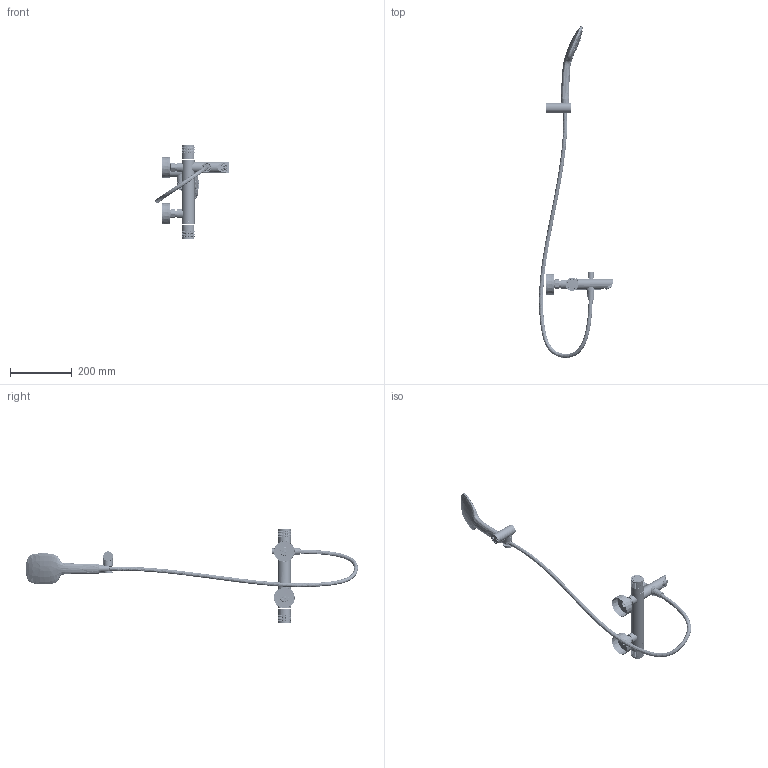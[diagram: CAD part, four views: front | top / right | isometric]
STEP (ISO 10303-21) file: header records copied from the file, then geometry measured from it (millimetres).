
FILE_DESCRIPTION (( 'STEP AP203' ), '1' );
FILE_NAME ('84CP13027.STEP', '2025-11-25T12:47:50', ( '' ), ( '' ), 'SwSTEP 2.0', 'SolidWorks 2021', '' );
FILE_SCHEMA (( 'CONFIG_CONTROL_DESIGN' ));
Length unit declared in the file: millimetre
Products named in the file (1): 84CP13027
Bounding box: 239.34 x 1073.63 x 302.71 mm (x, y, z)
Surface area: 359962.9 mm2 (no closed solid volume)
Topology: 0 solids, 42 shells, 9738 faces, 28229 edges, 18744 vertices
Faces by surface type: cylinder 3644, plane 3577, bspline 2120, cone 351, torus 45, sphere 1
Full cylindrical faces by diameter (mm): 0.081 x1, 1.7 x2, 2 x1, 2.3 x1, 2.5 x13, 2.7 x1, 2.974 x1, 3 x8, 3.074 x1, 3.1 x50, 3.6 x50, 3.674 x2, 3.774 x1, 3.8 x1, 4.2 x2, 4.4 x51, 4.5 x9, 4.8 x4, 5.5 x1, 5.8 x3, 6 x1, 6.281 x1, 8.9 x1, 10.581 x1, 10.7 x2, 12.7 x2, 12.8 x1, 13 x1, 13.481 x1, 13.5 x1
Entity records: 589971 total; most frequent: CARTESIAN_POINT 366950, ORIENTED_EDGE 54102, DIRECTION 36005, EDGE_CURVE 27055, VERTEX_POINT 18294, AXIS2_PLACEMENT_3D 14569, B_SPLINE_CURVE_WITH_KNOTS 12259, EDGE_LOOP 10885
